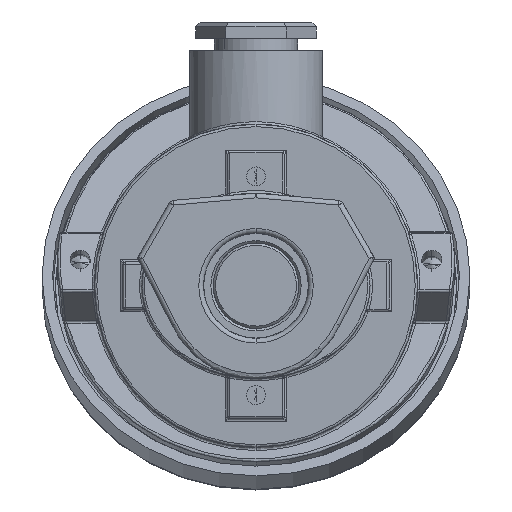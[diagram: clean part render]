
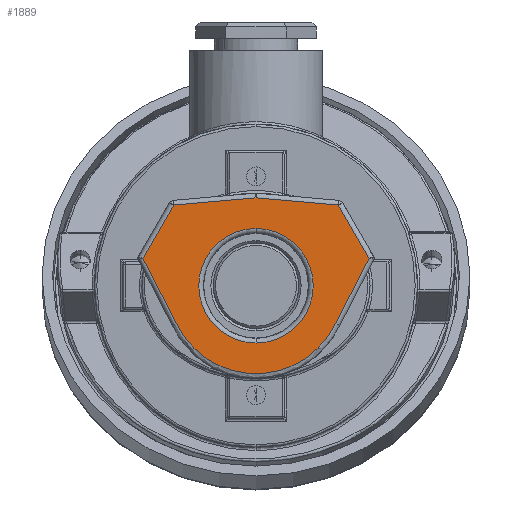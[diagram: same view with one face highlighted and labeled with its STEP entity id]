
A CAD part, front view. The second image highlights one B-rep face of the part: STEP entity #1889.
In plain terms, the highlighted planar face has unit normal (0, -1, 0).
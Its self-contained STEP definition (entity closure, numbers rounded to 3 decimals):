
#143 = DIRECTION ( 'NONE',  ( 0.458, 0., -0.889 ) ) ;
#171 = AXIS2_PLACEMENT_3D ( 'NONE', #11845, #11942, #1210 ) ;
#356 = VERTEX_POINT ( 'NONE', #2146 ) ;
#566 = EDGE_CURVE ( 'NONE', #9264, #1548, #15893, .T. ) ;
#591 = VERTEX_POINT ( 'NONE', #2495 ) ;
#753 = DIRECTION ( 'NONE',  ( 0., 0., 1. ) ) ;
#1018 = CARTESIAN_POINT ( 'NONE',  ( -20.347, 0., 11.747 ) ) ;
#1210 = DIRECTION ( 'NONE',  ( 0., 0., 1. ) ) ;
#1318 = VERTEX_POINT ( 'NONE', #4358 ) ;
#1548 = VERTEX_POINT ( 'NONE', #9915 ) ;
#1725 = DIRECTION ( 'NONE',  ( -0.5, 0., 0.866 ) ) ;
#1743 = DIRECTION ( 'NONE',  ( 0., 0., 1. ) ) ;
#1825 = CARTESIAN_POINT ( 'NONE',  ( 20.347, 0., 11.747 ) ) ;
#1843 = PLANE ( 'NONE',  #12899 ) ;
#1889 = ADVANCED_FACE ( 'NONE', ( #13438, #5942 ), #1843, .F. ) ;
#1906 = LINE ( 'NONE', #1825, #7000 ) ;
#2146 = CARTESIAN_POINT ( 'NONE',  ( 17.326, 0., 16.98 ) ) ;
#2447 = ORIENTED_EDGE ( 'NONE', *, *, #12246, .T. ) ;
#2495 = CARTESIAN_POINT ( 'NONE',  ( 0., 0., 18.496 ) ) ;
#2587 = CARTESIAN_POINT ( 'NONE',  ( -17.326, 0., 16.98 ) ) ;
#2765 = EDGE_CURVE ( 'NONE', #1548, #18528, #11843, .T. ) ;
#3150 = VECTOR ( 'NONE', #19175, 1000. ) ;
#3390 = VECTOR ( 'NONE', #13308, 1000. ) ;
#4029 = EDGE_CURVE ( 'NONE', #12082, #356, #1906, .T. ) ;
#4358 = CARTESIAN_POINT ( 'NONE',  ( 0., 0., -12.05 ) ) ;
#4467 = VECTOR ( 'NONE', #143, 1000. ) ;
#5324 = EDGE_CURVE ( 'NONE', #591, #9264, #14775, .T. ) ;
#5942 = FACE_BOUND ( 'NONE', #18121, .T. ) ;
#6153 = CARTESIAN_POINT ( 'NONE',  ( 23.792, 0., 5.78 ) ) ;
#6549 = DIRECTION ( 'NONE',  ( -0.996, 0., 0.087 ) ) ;
#7000 = VECTOR ( 'NONE', #1725, 1000. ) ;
#7016 = DIRECTION ( 'NONE',  ( -0.5, 0., -0.866 ) ) ;
#7060 = ORIENTED_EDGE ( 'NONE', *, *, #9572, .T. ) ;
#7114 = CARTESIAN_POINT ( 'NONE',  ( -1.606, 0., 18.356 ) ) ;
#7172 = DIRECTION ( 'NONE',  ( 0., 0., 1. ) ) ;
#7676 = CARTESIAN_POINT ( 'NONE',  ( 1.606, 0., 18.356 ) ) ;
#7952 = LINE ( 'NONE', #7676, #9461 ) ;
#8373 = VECTOR ( 'NONE', #7016, 1000. ) ;
#9220 = ORIENTED_EDGE ( 'NONE', *, *, #16923, .T. ) ;
#9264 = VERTEX_POINT ( 'NONE', #2587 ) ;
#9302 = CARTESIAN_POINT ( 'NONE',  ( 0., 0., 12.05 ) ) ;
#9461 = VECTOR ( 'NONE', #6549, 1000. ) ;
#9572 = EDGE_CURVE ( 'NONE', #1318, #16707, #18966, .T. ) ;
#9915 = CARTESIAN_POINT ( 'NONE',  ( -23.792, 0., 5.78 ) ) ;
#10302 = ORIENTED_EDGE ( 'NONE', *, *, #16358, .T. ) ;
#10320 = LINE ( 'NONE', #13166, #3150 ) ;
#10366 = CARTESIAN_POINT ( 'NONE',  ( -16.444, 0., -8.476 ) ) ;
#10789 = CARTESIAN_POINT ( 'NONE',  ( 0., 0., 0. ) ) ;
#11774 = CIRCLE ( 'NONE', #171, 12.05 ) ;
#11843 = LINE ( 'NONE', #10366, #4467 ) ;
#11845 = CARTESIAN_POINT ( 'NONE',  ( 0., 0., 0. ) ) ;
#11942 = DIRECTION ( 'NONE',  ( 0., 1., 0. ) ) ;
#12082 = VERTEX_POINT ( 'NONE', #6153 ) ;
#12246 = EDGE_CURVE ( 'NONE', #16707, #1318, #11774, .T. ) ;
#12382 = VERTEX_POINT ( 'NONE', #16848 ) ;
#12404 = EDGE_LOOP ( 'NONE', ( #13001, #10302, #13806, #18881, #14411, #9220, #16617 ) ) ;
#12837 = DIRECTION ( 'NONE',  ( 0., -1., 0. ) ) ;
#12883 = DIRECTION ( 'NONE',  ( 0., 1., 0. ) ) ;
#12899 = AXIS2_PLACEMENT_3D ( 'NONE', #10789, #15216, #1743 ) ;
#13001 = ORIENTED_EDGE ( 'NONE', *, *, #4029, .T. ) ;
#13166 = CARTESIAN_POINT ( 'NONE',  ( 16.444, 0., -8.476 ) ) ;
#13308 = DIRECTION ( 'NONE',  ( -0.996, 0., -0.087 ) ) ;
#13438 = FACE_OUTER_BOUND ( 'NONE', #12404, .T. ) ;
#13806 = ORIENTED_EDGE ( 'NONE', *, *, #5324, .T. ) ;
#14270 = CARTESIAN_POINT ( 'NONE',  ( 0., 0., 0. ) ) ;
#14411 = ORIENTED_EDGE ( 'NONE', *, *, #2765, .T. ) ;
#14501 = CARTESIAN_POINT ( 'NONE',  ( 0., 0., 0. ) ) ;
#14775 = LINE ( 'NONE', #7114, #3390 ) ;
#14815 = CIRCLE ( 'NONE', #16068, 18.511 ) ;
#15216 = DIRECTION ( 'NONE',  ( 0., 1., 0. ) ) ;
#15256 = EDGE_CURVE ( 'NONE', #12382, #12082, #10320, .T. ) ;
#15893 = LINE ( 'NONE', #1018, #8373 ) ;
#16068 = AXIS2_PLACEMENT_3D ( 'NONE', #14501, #12837, #753 ) ;
#16358 = EDGE_CURVE ( 'NONE', #356, #591, #7952, .T. ) ;
#16617 = ORIENTED_EDGE ( 'NONE', *, *, #15256, .T. ) ;
#16707 = VERTEX_POINT ( 'NONE', #9302 ) ;
#16848 = CARTESIAN_POINT ( 'NONE',  ( 16.741, 0., -7.901 ) ) ;
#16923 = EDGE_CURVE ( 'NONE', #18528, #12382, #14815, .T. ) ;
#16927 = CARTESIAN_POINT ( 'NONE',  ( -16.741, 0., -7.901 ) ) ;
#17378 = AXIS2_PLACEMENT_3D ( 'NONE', #14270, #12883, #7172 ) ;
#18121 = EDGE_LOOP ( 'NONE', ( #2447, #7060 ) ) ;
#18528 = VERTEX_POINT ( 'NONE', #16927 ) ;
#18881 = ORIENTED_EDGE ( 'NONE', *, *, #566, .T. ) ;
#18966 = CIRCLE ( 'NONE', #17378, 12.05 ) ;
#19175 = DIRECTION ( 'NONE',  ( 0.458, 0., 0.889 ) ) ;
